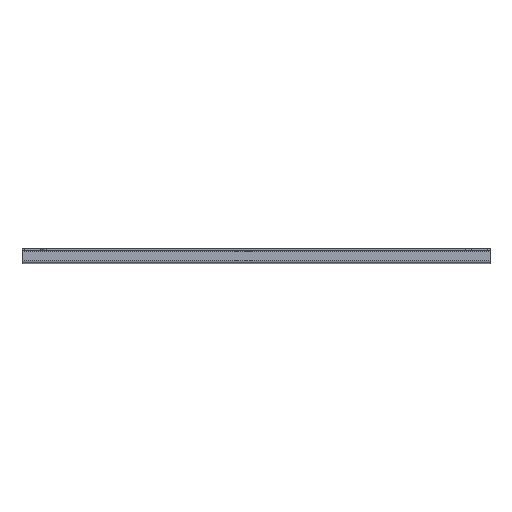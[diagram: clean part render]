
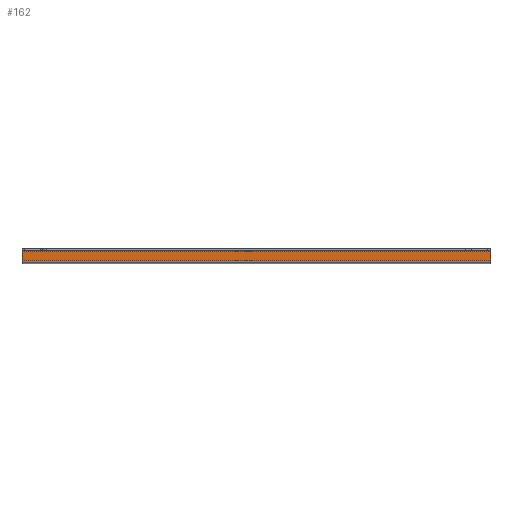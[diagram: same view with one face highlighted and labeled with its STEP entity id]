
A CAD part, front view. The second image highlights one B-rep face of the part: STEP entity #162.
In plain terms, the highlighted planar face has unit normal (0, -1, 0).
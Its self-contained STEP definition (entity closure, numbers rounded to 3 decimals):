
#162 = ADVANCED_FACE( '', ( #345 ), #346, .F. );
#345 = FACE_OUTER_BOUND( '', #542, .T. );
#346 = PLANE( '', #543 );
#542 = EDGE_LOOP( '', ( #1003, #1004, #1005, #1006 ) );
#543 = AXIS2_PLACEMENT_3D( '', #1007, #1008, #1009 );
#1003 = ORIENTED_EDGE( '', *, *, #1349, .T. );
#1004 = ORIENTED_EDGE( '', *, *, #1391, .F. );
#1005 = ORIENTED_EDGE( '', *, *, #1263, .F. );
#1006 = ORIENTED_EDGE( '', *, *, #1399, .T. );
#1007 = CARTESIAN_POINT( '', ( 233., -1.5, 6. ) );
#1008 = DIRECTION( '', ( 0., 1., 0. ) );
#1009 = DIRECTION( '', ( 0., 0., 1. ) );
#1263 = EDGE_CURVE( '', #1539, #1541, #1542, .T. );
#1349 = EDGE_CURVE( '', #1674, #1684, #1686, .T. );
#1391 = EDGE_CURVE( '', #1541, #1684, #1744, .T. );
#1399 = EDGE_CURVE( '', #1539, #1674, #1755, .T. );
#1539 = VERTEX_POINT( '', #1933 );
#1541 = VERTEX_POINT( '', #1935 );
#1542 = LINE( '', #1936, #1937 );
#1674 = VERTEX_POINT( '', #2115 );
#1684 = VERTEX_POINT( '', #2127 );
#1686 = LINE( '', #2129, #2130 );
#1744 = LINE( '', #2212, #2213 );
#1755 = LINE( '', #2230, #2231 );
#1933 = CARTESIAN_POINT( '', ( 233., -1.5, 6. ) );
#1935 = CARTESIAN_POINT( '', ( 233., -1.5, 1.5 ) );
#1936 = CARTESIAN_POINT( '', ( 233., -1.5, 6. ) );
#1937 = VECTOR( '', #2379, 1000. );
#2115 = CARTESIAN_POINT( '', ( 0., -1.5, 6. ) );
#2127 = CARTESIAN_POINT( '', ( 0., -1.5, 1.5 ) );
#2129 = CARTESIAN_POINT( '', ( 0., -1.5, 6. ) );
#2130 = VECTOR( '', #2500, 1000. );
#2212 = CARTESIAN_POINT( '', ( 233., -1.5, 1.5 ) );
#2213 = VECTOR( '', #2555, 1000. );
#2230 = CARTESIAN_POINT( '', ( 233., -1.5, 6. ) );
#2231 = VECTOR( '', #2562, 1000. );
#2379 = DIRECTION( '', ( 0., 0., -1. ) );
#2500 = DIRECTION( '', ( 0., 0., -1. ) );
#2555 = DIRECTION( '', ( -1., 0., 0. ) );
#2562 = DIRECTION( '', ( -1., 0., 0. ) );
